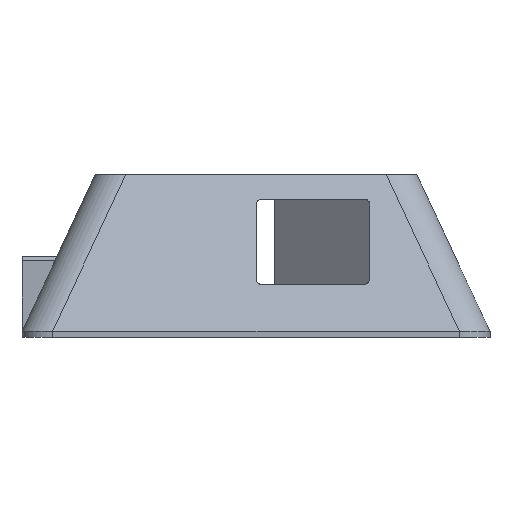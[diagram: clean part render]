
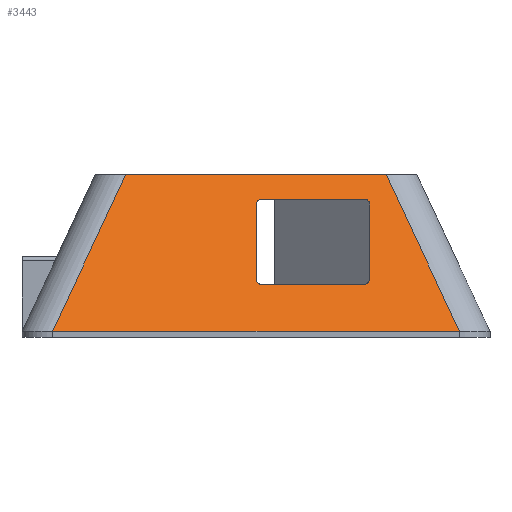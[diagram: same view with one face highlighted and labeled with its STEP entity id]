
A CAD part, left-side view. The second image highlights one B-rep face of the part: STEP entity #3443.
In plain terms, the highlighted free-form (B-spline) face has degree [1, 1] with [2, 2] control points.
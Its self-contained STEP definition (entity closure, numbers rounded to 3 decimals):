
#2039 = VERTEX_POINT('',#2040);
#2040 = CARTESIAN_POINT('',(-98.5,-50.,1.5));
#2047 = EDGE_CURVE('',#2039,#2048,#2050,.T.);
#2048 = VERTEX_POINT('',#2049);
#2049 = CARTESIAN_POINT('',(-98.5,50.,1.5));
#2050 = LINE('',#2051,#2052);
#2051 = CARTESIAN_POINT('',(-98.5,-50.,1.5));
#2052 = VECTOR('',#2053,1.);
#2053 = DIRECTION('',(0.,1.,0.));
#2415 = VERTEX_POINT('',#2416);
#2416 = CARTESIAN_POINT('',(-73.5,32.,40.));
#2423 = EDGE_CURVE('',#2048,#2415,#2424,.T.);
#2424 = B_SPLINE_CURVE_WITH_KNOTS('',1,(#2425,#2426),.UNSPECIFIED.,.F.,
  .F.,(2,2),(0.,1.),.PIECEWISE_BEZIER_KNOTS.);
#2425 = CARTESIAN_POINT('',(-98.5,50.,1.5));
#2426 = CARTESIAN_POINT('',(-73.5,32.,40.));
#2489 = VERTEX_POINT('',#2490);
#2490 = CARTESIAN_POINT('',(-73.5,-32.,40.));
#2499 = EDGE_CURVE('',#2489,#2415,#2500,.T.);
#2500 = LINE('',#2501,#2502);
#2501 = CARTESIAN_POINT('',(-73.5,-32.,40.));
#2502 = VECTOR('',#2503,1.);
#2503 = DIRECTION('',(0.,1.,0.));
#3418 = EDGE_CURVE('',#2039,#2489,#3419,.T.);
#3419 = B_SPLINE_CURVE_WITH_KNOTS('',1,(#3420,#3421),.UNSPECIFIED.,.F.,
  .F.,(2,2),(0.,1.),.PIECEWISE_BEZIER_KNOTS.);
#3420 = CARTESIAN_POINT('',(-98.5,-50.,1.5));
#3421 = CARTESIAN_POINT('',(-73.5,-32.,40.));
#3443 = ADVANCED_FACE('',(#3444,#3450),#3578,.F.);
#3444 = FACE_BOUND('',#3445,.F.);
#3445 = EDGE_LOOP('',(#3446,#3447,#3448,#3449));
#3446 = ORIENTED_EDGE('',*,*,#2047,.T.);
#3447 = ORIENTED_EDGE('',*,*,#2423,.T.);
#3448 = ORIENTED_EDGE('',*,*,#2499,.F.);
#3449 = ORIENTED_EDGE('',*,*,#3418,.F.);
#3450 = FACE_BOUND('',#3451,.F.);
#3451 = EDGE_LOOP('',(#3452,#3461,#3482,#3489,#3510,#3517,#3538,#3553,
    #3567));
#3452 = ORIENTED_EDGE('',*,*,#3453,.F.);
#3453 = EDGE_CURVE('',#3454,#3456,#3458,.T.);
#3454 = VERTEX_POINT('',#3455);
#3455 = CARTESIAN_POINT('',(-77.396,-1.5,34.));
#3456 = VERTEX_POINT('',#3457);
#3457 = CARTESIAN_POINT('',(-77.396,-26.5,34.));
#3458 = B_SPLINE_CURVE_WITH_KNOTS('',1,(#3459,#3460),.UNSPECIFIED.,.F.,
  .F.,(2,2),(0.,1.),.PIECEWISE_BEZIER_KNOTS.);
#3459 = CARTESIAN_POINT('',(-77.396,-1.5,34.));
#3460 = CARTESIAN_POINT('',(-77.396,-26.5,34.));
#3461 = ORIENTED_EDGE('',*,*,#3462,.T.);
#3462 = EDGE_CURVE('',#3454,#3463,#3465,.T.);
#3463 = VERTEX_POINT('',#3464);
#3464 = CARTESIAN_POINT('',(-78.37,0.,32.5));
#3465 = B_SPLINE_CURVE_WITH_KNOTS('',8,(#3466,#3467,#3468,#3469,#3470,
    #3471,#3472,#3473,#3474,#3475,#3476,#3477,#3478,#3479,#3480,#3481),
  .UNSPECIFIED.,.F.,.F.,(9,7,9),(0.,0.735,1.),.UNSPECIFIED.);
#3466 = CARTESIAN_POINT('',(-77.396,-1.5,34.));
#3467 = CARTESIAN_POINT('',(-77.396,-1.304,34.));
#3468 = CARTESIAN_POINT('',(-77.415,-1.109,
    33.971));
#3469 = CARTESIAN_POINT('',(-77.453,-0.916,
    33.913));
#3470 = CARTESIAN_POINT('',(-77.51,-0.73,
    33.824));
#3471 = CARTESIAN_POINT('',(-77.587,-0.554,
    33.706));
#3472 = CARTESIAN_POINT('',(-77.685,-0.395,
    33.555));
#3473 = CARTESIAN_POINT('',(-77.802,-0.26,
    33.375));
#3474 = CARTESIAN_POINT('',(-77.986,-0.119,
    33.092));
#3475 = CARTESIAN_POINT('',(-78.037,-0.086,
    33.014));
#3476 = CARTESIAN_POINT('',(-78.089,-0.058,
    32.932));
#3477 = CARTESIAN_POINT('',(-78.144,-0.035,
    32.849));
#3478 = CARTESIAN_POINT('',(-78.199,-0.018,
    32.763));
#3479 = CARTESIAN_POINT('',(-78.256,-0.006,
    32.676));
#3480 = CARTESIAN_POINT('',(-78.313,0.,32.588));
#3481 = CARTESIAN_POINT('',(-78.37,0.,32.5));
#3482 = ORIENTED_EDGE('',*,*,#3483,.F.);
#3483 = EDGE_CURVE('',#3484,#3463,#3486,.T.);
#3484 = VERTEX_POINT('',#3485);
#3485 = CARTESIAN_POINT('',(-90.058,0.,14.5)
  );
#3486 = B_SPLINE_CURVE_WITH_KNOTS('',1,(#3487,#3488),.UNSPECIFIED.,.F.,
  .F.,(2,2),(0.,1.),.PIECEWISE_BEZIER_KNOTS.);
#3487 = CARTESIAN_POINT('',(-90.058,0.,
    14.5));
#3488 = CARTESIAN_POINT('',(-78.37,0.,32.5));
#3489 = ORIENTED_EDGE('',*,*,#3490,.T.);
#3490 = EDGE_CURVE('',#3484,#3491,#3493,.T.);
#3491 = VERTEX_POINT('',#3492);
#3492 = CARTESIAN_POINT('',(-91.032,-1.5,13.));
#3493 = B_SPLINE_CURVE_WITH_KNOTS('',8,(#3494,#3495,#3496,#3497,#3498,
    #3499,#3500,#3501,#3502,#3503,#3504,#3505,#3506,#3507,#3508,#3509),
  .UNSPECIFIED.,.F.,.F.,(9,7,9),(0.,0.269,1.),.UNSPECIFIED.);
#3494 = CARTESIAN_POINT('',(-90.058,0.,
    14.5));
#3495 = CARTESIAN_POINT('',(-90.112,0.,
    14.417));
#3496 = CARTESIAN_POINT('',(-90.166,-0.005,
    14.335));
#3497 = CARTESIAN_POINT('',(-90.219,-0.016,
    14.252));
#3498 = CARTESIAN_POINT('',(-90.272,-0.031,
    14.171));
#3499 = CARTESIAN_POINT('',(-90.324,-0.052,
    14.091));
#3500 = CARTESIAN_POINT('',(-90.375,-0.077,
    14.013));
#3501 = CARTESIAN_POINT('',(-90.424,-0.107,
    13.937));
#3502 = CARTESIAN_POINT('',(-90.602,-0.236,
    13.663));
#3503 = CARTESIAN_POINT('',(-90.72,-0.362,
    13.481));
#3504 = CARTESIAN_POINT('',(-90.822,-0.516,
    13.324));
#3505 = CARTESIAN_POINT('',(-90.906,-0.692,
    13.195));
#3506 = CARTESIAN_POINT('',(-90.969,-0.884,
    13.098));
#3507 = CARTESIAN_POINT('',(-91.011,-1.086,
    13.033));
#3508 = CARTESIAN_POINT('',(-91.032,-1.293,13.));
#3509 = CARTESIAN_POINT('',(-91.032,-1.5,13.));
#3510 = ORIENTED_EDGE('',*,*,#3511,.T.);
#3511 = EDGE_CURVE('',#3491,#3512,#3514,.T.);
#3512 = VERTEX_POINT('',#3513);
#3513 = CARTESIAN_POINT('',(-91.032,-26.5,13.));
#3514 = B_SPLINE_CURVE_WITH_KNOTS('',1,(#3515,#3516),.UNSPECIFIED.,.F.,
  .F.,(2,2),(0.,1.),.PIECEWISE_BEZIER_KNOTS.);
#3515 = CARTESIAN_POINT('',(-91.032,-1.5,13.));
#3516 = CARTESIAN_POINT('',(-91.032,-26.5,13.));
#3517 = ORIENTED_EDGE('',*,*,#3518,.T.);
#3518 = EDGE_CURVE('',#3512,#3519,#3521,.T.);
#3519 = VERTEX_POINT('',#3520);
#3520 = CARTESIAN_POINT('',(-90.058,-28.,
    14.5));
#3521 = B_SPLINE_CURVE_WITH_KNOTS('',8,(#3522,#3523,#3524,#3525,#3526,
    #3527,#3528,#3529,#3530,#3531,#3532,#3533,#3534,#3535,#3536,#3537),
  .UNSPECIFIED.,.F.,.F.,(9,7,9),(0.,0.701,1.),.UNSPECIFIED.);
#3522 = CARTESIAN_POINT('',(-91.032,-26.5,13.));
#3523 = CARTESIAN_POINT('',(-91.032,-26.71,13.));
#3524 = CARTESIAN_POINT('',(-91.011,-26.915,
    13.034));
#3525 = CARTESIAN_POINT('',(-90.969,-27.111,
    13.098));
#3526 = CARTESIAN_POINT('',(-90.909,-27.293,
    13.191));
#3527 = CARTESIAN_POINT('',(-90.831,-27.46,
    13.31));
#3528 = CARTESIAN_POINT('',(-90.739,-27.606,
    13.452));
#3529 = CARTESIAN_POINT('',(-90.632,-27.729,
    13.616));
#3530 = CARTESIAN_POINT('',(-90.463,-27.867,
    13.877));
#3531 = CARTESIAN_POINT('',(-90.41,-27.904,
    13.958));
#3532 = CARTESIAN_POINT('',(-90.356,-27.935,
    14.042));
#3533 = CARTESIAN_POINT('',(-90.299,-27.96,
    14.13));
#3534 = CARTESIAN_POINT('',(-90.241,-27.98,
    14.22));
#3535 = CARTESIAN_POINT('',(-90.181,-27.993,
    14.312));
#3536 = CARTESIAN_POINT('',(-90.12,-28.,
    14.405));
#3537 = CARTESIAN_POINT('',(-90.058,-28.,
    14.5));
#3538 = ORIENTED_EDGE('',*,*,#3539,.T.);
#3539 = EDGE_CURVE('',#3519,#3540,#3542,.T.);
#3540 = VERTEX_POINT('',#3541);
#3541 = CARTESIAN_POINT('',(-78.37,-28.,32.5));
#3542 = B_SPLINE_CURVE_WITH_KNOTS('',5,(#3543,#3544,#3545,#3546,#3547,
    #3548,#3549,#3550,#3551,#3552),.UNSPECIFIED.,.F.,.F.,(6,4,6),(0.,
    0.495,1.),.UNSPECIFIED.);
#3543 = CARTESIAN_POINT('',(-90.058,-28.,14.5));
#3544 = CARTESIAN_POINT('',(-88.878,-28.,16.318));
#3545 = CARTESIAN_POINT('',(-87.702,-28.,18.129));
#3546 = CARTESIAN_POINT('',(-86.53,-28.,19.933));
#3547 = CARTESIAN_POINT('',(-85.365,-28.,21.728));
#3548 = CARTESIAN_POINT('',(-83.023,-28.,25.335));
#3549 = CARTESIAN_POINT('',(-81.846,-28.,27.147));
#3550 = CARTESIAN_POINT('',(-80.678,-28.,28.946));
#3551 = CARTESIAN_POINT('',(-79.519,-28.,30.731));
#3552 = CARTESIAN_POINT('',(-78.37,-28.,32.5));
#3553 = ORIENTED_EDGE('',*,*,#3554,.T.);
#3554 = EDGE_CURVE('',#3540,#3555,#3557,.T.);
#3555 = VERTEX_POINT('',#3556);
#3556 = CARTESIAN_POINT('',(-77.591,-27.4,
    33.7));
#3557 = B_SPLINE_CURVE_WITH_KNOTS('',8,(#3558,#3559,#3560,#3561,#3562,
    #3563,#3564,#3565,#3566),.UNSPECIFIED.,.F.,.F.,(9,9),(0.,1.),
  .PIECEWISE_BEZIER_KNOTS.);
#3558 = CARTESIAN_POINT('',(-78.37,-28.,32.5));
#3559 = CARTESIAN_POINT('',(-78.265,-28.,32.662));
#3560 = CARTESIAN_POINT('',(-78.154,-27.98,
    32.833));
#3561 = CARTESIAN_POINT('',(-78.041,-27.936,
    33.007));
#3562 = CARTESIAN_POINT('',(-77.931,-27.867,
    33.176));
#3563 = CARTESIAN_POINT('',(-77.828,-27.774,
    33.335));
#3564 = CARTESIAN_POINT('',(-77.735,-27.661,
    33.478));
#3565 = CARTESIAN_POINT('',(-77.656,-27.533,
    33.6));
#3566 = CARTESIAN_POINT('',(-77.591,-27.4,
    33.7));
#3567 = ORIENTED_EDGE('',*,*,#3568,.T.);
#3568 = EDGE_CURVE('',#3555,#3456,#3569,.T.);
#3569 = B_SPLINE_CURVE_WITH_KNOTS('',7,(#3570,#3571,#3572,#3573,#3574,
    #3575,#3576,#3577),.UNSPECIFIED.,.F.,.F.,(8,8),(0.,1.),
  .PIECEWISE_BEZIER_KNOTS.);
#3570 = CARTESIAN_POINT('',(-77.591,-27.4,
    33.7));
#3571 = CARTESIAN_POINT('',(-77.532,-27.278,
    33.791));
#3572 = CARTESIAN_POINT('',(-77.484,-27.15,
    33.865));
#3573 = CARTESIAN_POINT('',(-77.447,-27.019,
    33.921));
#3574 = CARTESIAN_POINT('',(-77.421,-26.887,
    33.962));
#3575 = CARTESIAN_POINT('',(-77.404,-26.756,
    33.988));
#3576 = CARTESIAN_POINT('',(-77.396,-26.627,34.));
#3577 = CARTESIAN_POINT('',(-77.396,-26.5,34.));
#3578 = B_SPLINE_SURFACE_WITH_KNOTS('',1,1,(
    (#3579,#3580)
    ,(#3581,#3582
    )),.UNSPECIFIED.,.F.,.F.,.F.,(2,2),(2,2),(0.,100.),(0.,1.),
  .PIECEWISE_BEZIER_KNOTS.);
#3579 = CARTESIAN_POINT('',(-98.5,-50.,1.5));
#3580 = CARTESIAN_POINT('',(-73.5,-32.,40.));
#3581 = CARTESIAN_POINT('',(-98.5,50.,1.5));
#3582 = CARTESIAN_POINT('',(-73.5,32.,40.));
